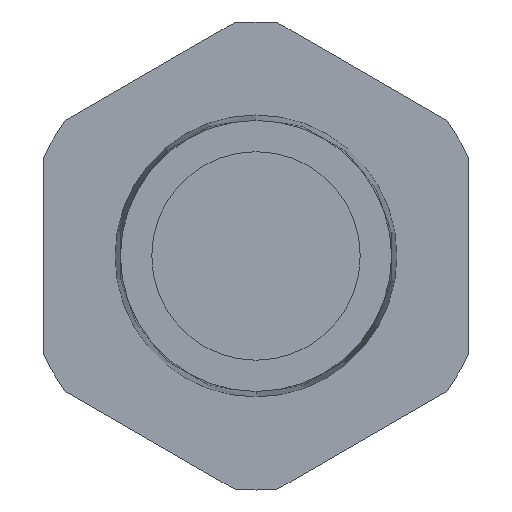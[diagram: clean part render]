
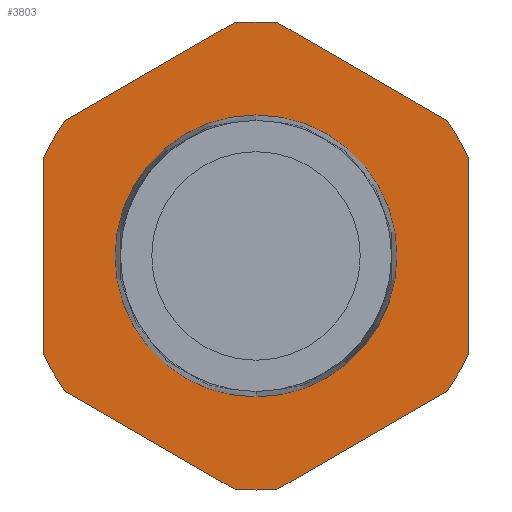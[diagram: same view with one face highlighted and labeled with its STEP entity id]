
A CAD part, front view. The second image highlights one B-rep face of the part: STEP entity #3803.
In plain terms, the highlighted planar face has unit normal (0, -1, 0).
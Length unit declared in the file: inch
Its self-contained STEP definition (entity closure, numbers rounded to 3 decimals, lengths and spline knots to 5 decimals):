
#3 = FACE_OUTER_BOUND ( 'NONE', #679, .T. ) ;
#21 = VERTEX_POINT ( 'NONE', #2893 ) ;
#46 = VERTEX_POINT ( 'NONE', #3852 ) ;
#107 = DIRECTION ( 'NONE',  ( 0., -1., 0. ) ) ;
#224 = DIRECTION ( 'NONE',  ( 0., -1., 0. ) ) ;
#241 = DIRECTION ( 'NONE',  ( 0.866, 0., 0.5 ) ) ;
#254 = CARTESIAN_POINT ( 'NONE',  ( 1., 0., -0.57735 ) ) ;
#265 = CARTESIAN_POINT ( 'NONE',  ( 0., 0., -1.1 ) ) ;
#267 = CARTESIAN_POINT ( 'NONE',  ( 0.89686, 0., 0.6369 ) ) ;
#325 = CARTESIAN_POINT ( 'NONE',  ( 0.10314, 0., -1.09515 ) ) ;
#350 = DIRECTION ( 'NONE',  ( 0., 1., 0. ) ) ;
#372 = AXIS2_PLACEMENT_3D ( 'NONE', #920, #3091, #1233 ) ;
#421 = CIRCLE ( 'NONE', #3416, 0.6625 ) ;
#435 = DIRECTION ( 'NONE',  ( -0.866, 0., 0.5 ) ) ;
#506 = EDGE_CURVE ( 'NONE', #694, #46, #1232, .T. ) ;
#531 = VECTOR ( 'NONE', #3196, 39.37008 ) ;
#586 = EDGE_CURVE ( 'NONE', #856, #1475, #1140, .T. ) ;
#598 = VERTEX_POINT ( 'NONE', #265 ) ;
#678 = CARTESIAN_POINT ( 'NONE',  ( 0., 0., 0.6625 ) ) ;
#679 = EDGE_LOOP ( 'NONE', ( #1390, #751, #2511, #1830, #1529, #912, #2782, #2034, #2505, #3764, #2376, #1825, #2327 ) ) ;
#694 = VERTEX_POINT ( 'NONE', #3537 ) ;
#715 = CARTESIAN_POINT ( 'NONE',  ( 1., 0., 0.57735 ) ) ;
#751 = ORIENTED_EDGE ( 'NONE', *, *, #3058, .F. ) ;
#767 = EDGE_CURVE ( 'NONE', #856, #2959, #2208, .T. ) ;
#821 = LINE ( 'NONE', #3541, #4029 ) ;
#856 = VERTEX_POINT ( 'NONE', #3899 ) ;
#887 = CARTESIAN_POINT ( 'NONE',  ( -1., 0., -0.57735 ) ) ;
#912 = ORIENTED_EDGE ( 'NONE', *, *, #767, .T. ) ;
#920 = CARTESIAN_POINT ( 'NONE',  ( 0., 0., 0. ) ) ;
#983 = AXIS2_PLACEMENT_3D ( 'NONE', #3046, #1182, #3354 ) ;
#1006 = CARTESIAN_POINT ( 'NONE',  ( 0., 0., 1.1547 ) ) ;
#1140 = LINE ( 'NONE', #254, #1858 ) ;
#1182 = DIRECTION ( 'NONE',  ( 0., -1., 0. ) ) ;
#1192 = VECTOR ( 'NONE', #2748, 39.37008 ) ;
#1232 = LINE ( 'NONE', #3973, #2786 ) ;
#1233 = DIRECTION ( 'NONE',  ( 0., 0., -1. ) ) ;
#1250 = LINE ( 'NONE', #1006, #2910 ) ;
#1269 = CARTESIAN_POINT ( 'NONE',  ( 1., 0., 0.45826 ) ) ;
#1316 = AXIS2_PLACEMENT_3D ( 'NONE', #1378, #3566, #1694 ) ;
#1329 = DIRECTION ( 'NONE',  ( 0., -1., 0. ) ) ;
#1378 = CARTESIAN_POINT ( 'NONE',  ( 0., 0., 0. ) ) ;
#1390 = ORIENTED_EDGE ( 'NONE', *, *, #1953, .T. ) ;
#1441 = EDGE_CURVE ( 'NONE', #2547, #46, #1717, .T. ) ;
#1459 = DIRECTION ( 'NONE',  ( 0., -1., 0. ) ) ;
#1475 = VERTEX_POINT ( 'NONE', #325 ) ;
#1529 = ORIENTED_EDGE ( 'NONE', *, *, #586, .F. ) ;
#1589 = ORIENTED_EDGE ( 'NONE', *, *, #2052, .F. ) ;
#1604 = DIRECTION ( 'NONE',  ( 0., -1., 0. ) ) ;
#1630 = CIRCLE ( 'NONE', #3709, 1.1 ) ;
#1672 = EDGE_CURVE ( 'NONE', #21, #3478, #2745, .T. ) ;
#1694 = DIRECTION ( 'NONE',  ( 0., 0., -1. ) ) ;
#1717 = CIRCLE ( 'NONE', #372, 1.1 ) ;
#1750 = DIRECTION ( 'NONE',  ( 0., -1., 0. ) ) ;
#1800 = EDGE_LOOP ( 'NONE', ( #2755, #1589 ) ) ;
#1825 = ORIENTED_EDGE ( 'NONE', *, *, #2037, .T. ) ;
#1830 = ORIENTED_EDGE ( 'NONE', *, *, #1865, .T. ) ;
#1858 = VECTOR ( 'NONE', #3361, 39.37008 ) ;
#1865 = EDGE_CURVE ( 'NONE', #598, #1475, #1630, .T. ) ;
#1895 = PLANE ( 'NONE',  #2344 ) ;
#1953 = EDGE_CURVE ( 'NONE', #21, #3718, #2895, .T. ) ;
#1965 = CARTESIAN_POINT ( 'NONE',  ( 0., 0., 0. ) ) ;
#2034 = ORIENTED_EDGE ( 'NONE', *, *, #2555, .T. ) ;
#2037 = EDGE_CURVE ( 'NONE', #694, #3478, #3638, .T. ) ;
#2052 = EDGE_CURVE ( 'NONE', #3850, #3065, #421, .T. ) ;
#2088 = CARTESIAN_POINT ( 'NONE',  ( 0., 0., 0. ) ) ;
#2208 = CIRCLE ( 'NONE', #1316, 1.1 ) ;
#2228 = CIRCLE ( 'NONE', #2601, 1.1 ) ;
#2276 = DIRECTION ( 'NONE',  ( 0., 0., -1. ) ) ;
#2295 = CARTESIAN_POINT ( 'NONE',  ( 0., 0., -0.6625 ) ) ;
#2316 = VERTEX_POINT ( 'NONE', #3989 ) ;
#2327 = ORIENTED_EDGE ( 'NONE', *, *, #1672, .F. ) ;
#2344 = AXIS2_PLACEMENT_3D ( 'NONE', #2492, #350, #2521 ) ;
#2376 = ORIENTED_EDGE ( 'NONE', *, *, #506, .F. ) ;
#2381 = AXIS2_PLACEMENT_3D ( 'NONE', #3627, #1750, #3938 ) ;
#2397 = DIRECTION ( 'NONE',  ( 0., 0., -1. ) ) ;
#2449 = CARTESIAN_POINT ( 'NONE',  ( -0.89686, 0., -0.6369 ) ) ;
#2492 = CARTESIAN_POINT ( 'NONE',  ( 0., 0., 0. ) ) ;
#2505 = ORIENTED_EDGE ( 'NONE', *, *, #2526, .F. ) ;
#2511 = ORIENTED_EDGE ( 'NONE', *, *, #2817, .T. ) ;
#2521 = DIRECTION ( 'NONE',  ( 0., 0., 1. ) ) ;
#2526 = EDGE_CURVE ( 'NONE', #2547, #3640, #1250, .T. ) ;
#2547 = VERTEX_POINT ( 'NONE', #3503 ) ;
#2554 = EDGE_CURVE ( 'NONE', #2951, #2959, #2804, .T. ) ;
#2555 = EDGE_CURVE ( 'NONE', #2951, #3640, #3650, .T. ) ;
#2601 = AXIS2_PLACEMENT_3D ( 'NONE', #3191, #1329, #3515 ) ;
#2745 = LINE ( 'NONE', #887, #1192 ) ;
#2748 = DIRECTION ( 'NONE',  ( 0., 0., 1. ) ) ;
#2755 = ORIENTED_EDGE ( 'NONE', *, *, #3273, .F. ) ;
#2782 = ORIENTED_EDGE ( 'NONE', *, *, #2554, .F. ) ;
#2786 = VECTOR ( 'NONE', #241, 39.37008 ) ;
#2804 = LINE ( 'NONE', #715, #531 ) ;
#2817 = EDGE_CURVE ( 'NONE', #2316, #598, #2228, .T. ) ;
#2893 = CARTESIAN_POINT ( 'NONE',  ( -1., 0., -0.45826 ) ) ;
#2895 = CIRCLE ( 'NONE', #2381, 1.1 ) ;
#2910 = VECTOR ( 'NONE', #3178, 39.37008 ) ;
#2951 = VERTEX_POINT ( 'NONE', #1269 ) ;
#2959 = VERTEX_POINT ( 'NONE', #3449 ) ;
#3046 = CARTESIAN_POINT ( 'NONE',  ( 0., 0., 0. ) ) ;
#3058 = EDGE_CURVE ( 'NONE', #2316, #3718, #821, .T. ) ;
#3065 = VERTEX_POINT ( 'NONE', #2295 ) ;
#3091 = DIRECTION ( 'NONE',  ( 0., -1., 0. ) ) ;
#3100 = FACE_BOUND ( 'NONE', #1800, .T. ) ;
#3115 = CARTESIAN_POINT ( 'NONE',  ( -1., 0., 0.45826 ) ) ;
#3178 = DIRECTION ( 'NONE',  ( 0.866, 0., -0.5 ) ) ;
#3191 = CARTESIAN_POINT ( 'NONE',  ( 0., 0., 0. ) ) ;
#3196 = DIRECTION ( 'NONE',  ( 0., 0., -1. ) ) ;
#3213 = AXIS2_PLACEMENT_3D ( 'NONE', #3317, #1459, #3648 ) ;
#3273 = EDGE_CURVE ( 'NONE', #3065, #3850, #3646, .T. ) ;
#3305 = AXIS2_PLACEMENT_3D ( 'NONE', #1965, #107, #2276 ) ;
#3317 = CARTESIAN_POINT ( 'NONE',  ( 0., 0., 0. ) ) ;
#3354 = DIRECTION ( 'NONE',  ( 0., 0., -1. ) ) ;
#3361 = DIRECTION ( 'NONE',  ( -0.866, 0., -0.5 ) ) ;
#3416 = AXIS2_PLACEMENT_3D ( 'NONE', #2088, #224, #2397 ) ;
#3449 = CARTESIAN_POINT ( 'NONE',  ( 1., 0., -0.45826 ) ) ;
#3473 = CARTESIAN_POINT ( 'NONE',  ( 0., 0., 0. ) ) ;
#3478 = VERTEX_POINT ( 'NONE', #3115 ) ;
#3503 = CARTESIAN_POINT ( 'NONE',  ( 0.10314, 0., 1.09515 ) ) ;
#3515 = DIRECTION ( 'NONE',  ( 0., 0., -1. ) ) ;
#3537 = CARTESIAN_POINT ( 'NONE',  ( -0.89686, 0., 0.6369 ) ) ;
#3541 = CARTESIAN_POINT ( 'NONE',  ( 0., 0., -1.1547 ) ) ;
#3566 = DIRECTION ( 'NONE',  ( 0., -1., 0. ) ) ;
#3627 = CARTESIAN_POINT ( 'NONE',  ( 0., 0., 0. ) ) ;
#3638 = CIRCLE ( 'NONE', #3213, 1.1 ) ;
#3640 = VERTEX_POINT ( 'NONE', #267 ) ;
#3646 = CIRCLE ( 'NONE', #983, 0.6625 ) ;
#3648 = DIRECTION ( 'NONE',  ( 0., 0., -1. ) ) ;
#3650 = CIRCLE ( 'NONE', #3305, 1.1 ) ;
#3709 = AXIS2_PLACEMENT_3D ( 'NONE', #3473, #1604, #3795 ) ;
#3718 = VERTEX_POINT ( 'NONE', #2449 ) ;
#3764 = ORIENTED_EDGE ( 'NONE', *, *, #1441, .T. ) ;
#3795 = DIRECTION ( 'NONE',  ( 0., 0., -1. ) ) ;
#3803 = ADVANCED_FACE ( 'NONE', ( #3100, #3 ), #1895, .F. ) ;
#3850 = VERTEX_POINT ( 'NONE', #678 ) ;
#3852 = CARTESIAN_POINT ( 'NONE',  ( -0.10314, 0., 1.09515 ) ) ;
#3899 = CARTESIAN_POINT ( 'NONE',  ( 0.89686, 0., -0.6369 ) ) ;
#3938 = DIRECTION ( 'NONE',  ( 0., 0., -1. ) ) ;
#3973 = CARTESIAN_POINT ( 'NONE',  ( -1., 0., 0.57735 ) ) ;
#3989 = CARTESIAN_POINT ( 'NONE',  ( -0.10314, 0., -1.09515 ) ) ;
#4029 = VECTOR ( 'NONE', #435, 39.37008 ) ;
